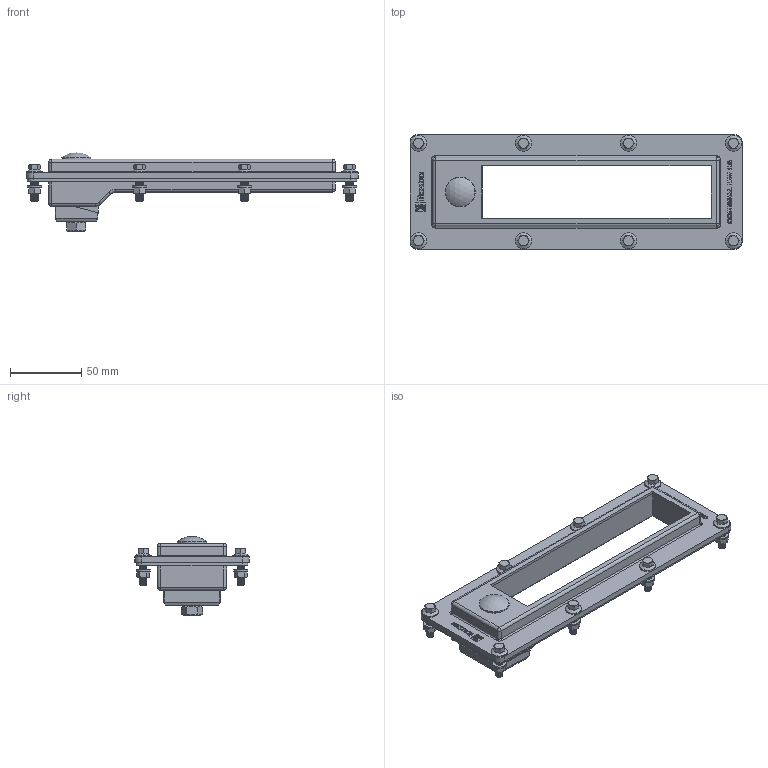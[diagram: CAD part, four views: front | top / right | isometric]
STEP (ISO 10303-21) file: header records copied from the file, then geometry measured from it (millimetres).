
FILE_DESCRIPTION((''),'2;1');
FILE_NAME('Comseal 16 LW.stp','2012-09-19T11:00:04',('se-jenboh'),(''),'Autodesk Inventor 2012','Autodesk Inventor 2012','');
FILE_SCHEMA(('AUTOMOTIVE_DESIGN { 1 0 10303 214 1 1 1 1 }'));
Length unit declared in the file: millimetre
Products named in the file (12): 100-007939; 100-007408; 100-005121; 100-003452; 100-003449; 100-008346; 100-001217; 100-004658; 100-004657; 100-015412; 100-002311; ISO 4032 M5
Assembly tree (32 placements, depth 2):
  100-007939
    100-007408
    100-005121
    100-003452
    100-003449
    100-008346
    100-001217
    100-004658
    100-004657
    100-015412  x8
    100-002311  x8
    ISO 4032 M5  x8
Bounding box: 233 x 80.5 x 55.53 mm (x, y, z)
Volume: 155480.9 mm3; surface area: 89390.1 mm2
Topology: 32 solids, 32 shells, 2408 faces, 6153 edges, 3924 vertices
Faces by surface type: plane 1090, cone 505, cylinder 386, bspline 212, torus 206, sphere 9
Full cylindrical faces by diameter (mm): 0.4 x4, 4 x8, 4.134 x8, 4.2 x1, 5 x192, 5.3 x8, 5.5 x8, 6.647 x1, 7.6 x1, 8 x1, 8.4 x1, 10 x9, 11.4 x8, 16 x2, 20.65 x1, 21 x1
Entity records: 46390 total; most frequent: CARTESIAN_POINT 11406, ORIENTED_EDGE 7388, DIRECTION 6310, EDGE_CURVE 3694, VECTOR 2766, LINE 2766, VERTEX_POINT 2500, EDGE_LOOP 1776
